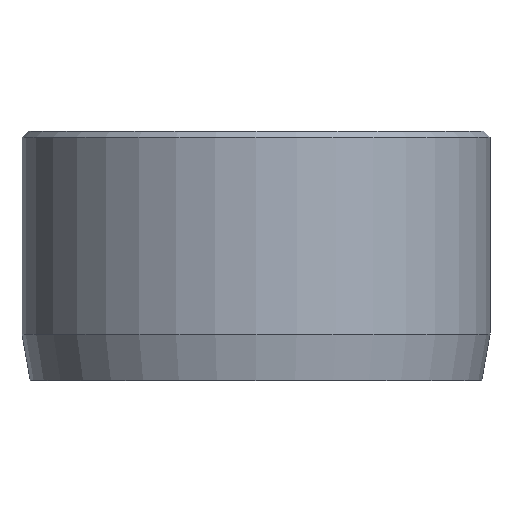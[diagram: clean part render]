
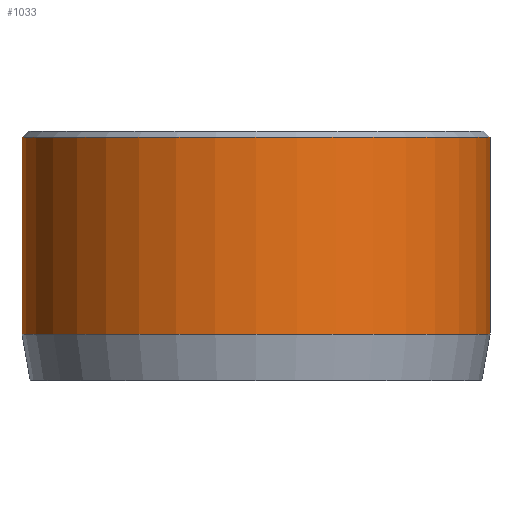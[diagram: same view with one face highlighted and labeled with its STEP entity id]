
A CAD part, front view. The second image highlights one B-rep face of the part: STEP entity #1033.
In plain terms, the highlighted cylindrical face has radius 7.5 mm (diameter 15 mm), a partial arc.
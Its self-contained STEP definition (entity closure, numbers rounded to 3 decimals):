
#26 = VERTEX_POINT ( 'NONE', #444 ) ;
#33 = CYLINDRICAL_SURFACE ( 'NONE', #1130, 7.5 ) ;
#65 = VERTEX_POINT ( 'NONE', #1184 ) ;
#75 = EDGE_CURVE ( 'NONE', #1175, #26, #225, .T. ) ;
#105 = ORIENTED_EDGE ( 'NONE', *, *, #1041, .T. ) ;
#148 = DIRECTION ( 'NONE',  ( 1., 0., 0. ) ) ;
#152 = DIRECTION ( 'NONE',  ( 0., 0., -1. ) ) ;
#164 = CARTESIAN_POINT ( 'NONE',  ( 0., 0., 7.8 ) ) ;
#225 = CIRCLE ( 'NONE', #811, 7.5 ) ;
#254 = DIRECTION ( 'NONE',  ( 0., 0., -1. ) ) ;
#264 = CARTESIAN_POINT ( 'NONE',  ( 0., 0., 8. ) ) ;
#281 = DIRECTION ( 'NONE',  ( -1., 0., 0. ) ) ;
#312 = CIRCLE ( 'NONE', #949, 7.5 ) ;
#351 = VERTEX_POINT ( 'NONE', #1054 ) ;
#366 = DIRECTION ( 'NONE',  ( 1., 0., 0. ) ) ;
#383 = DIRECTION ( 'NONE',  ( 0., 0., 1. ) ) ;
#414 = CARTESIAN_POINT ( 'NONE',  ( 0., 0., 1.5 ) ) ;
#444 = CARTESIAN_POINT ( 'NONE',  ( 7.5, 0., 1.5 ) ) ;
#468 = EDGE_CURVE ( 'NONE', #351, #26, #682, .T. ) ;
#499 = VECTOR ( 'NONE', #1077, 1000. ) ;
#648 = ORIENTED_EDGE ( 'NONE', *, *, #75, .T. ) ;
#682 = LINE ( 'NONE', #843, #882 ) ;
#737 = LINE ( 'NONE', #1166, #499 ) ;
#811 = AXIS2_PLACEMENT_3D ( 'NONE', #414, #383, #366 ) ;
#819 = EDGE_CURVE ( 'NONE', #65, #1175, #737, .T. ) ;
#828 = DIRECTION ( 'NONE',  ( 0., 0., -1. ) ) ;
#843 = CARTESIAN_POINT ( 'NONE',  ( 7.5, 0., 8. ) ) ;
#882 = VECTOR ( 'NONE', #828, 1000. ) ;
#906 = EDGE_LOOP ( 'NONE', ( #1068, #105, #966, #648 ) ) ;
#949 = AXIS2_PLACEMENT_3D ( 'NONE', #164, #152, #148 ) ;
#966 = ORIENTED_EDGE ( 'NONE', *, *, #819, .T. ) ;
#1033 = ADVANCED_FACE ( 'NONE', ( #1061 ), #33, .T. ) ;
#1041 = EDGE_CURVE ( 'NONE', #351, #65, #312, .T. ) ;
#1054 = CARTESIAN_POINT ( 'NONE',  ( 7.5, 0., 7.8 ) ) ;
#1061 = FACE_OUTER_BOUND ( 'NONE', #906, .T. ) ;
#1068 = ORIENTED_EDGE ( 'NONE', *, *, #468, .F. ) ;
#1077 = DIRECTION ( 'NONE',  ( 0., 0., -1. ) ) ;
#1130 = AXIS2_PLACEMENT_3D ( 'NONE', #264, #254, #281 ) ;
#1166 = CARTESIAN_POINT ( 'NONE',  ( -7.5, 0., 8. ) ) ;
#1175 = VERTEX_POINT ( 'NONE', #1179 ) ;
#1179 = CARTESIAN_POINT ( 'NONE',  ( -7.5, 0., 1.5 ) ) ;
#1184 = CARTESIAN_POINT ( 'NONE',  ( -7.5, 0., 7.8 ) ) ;
